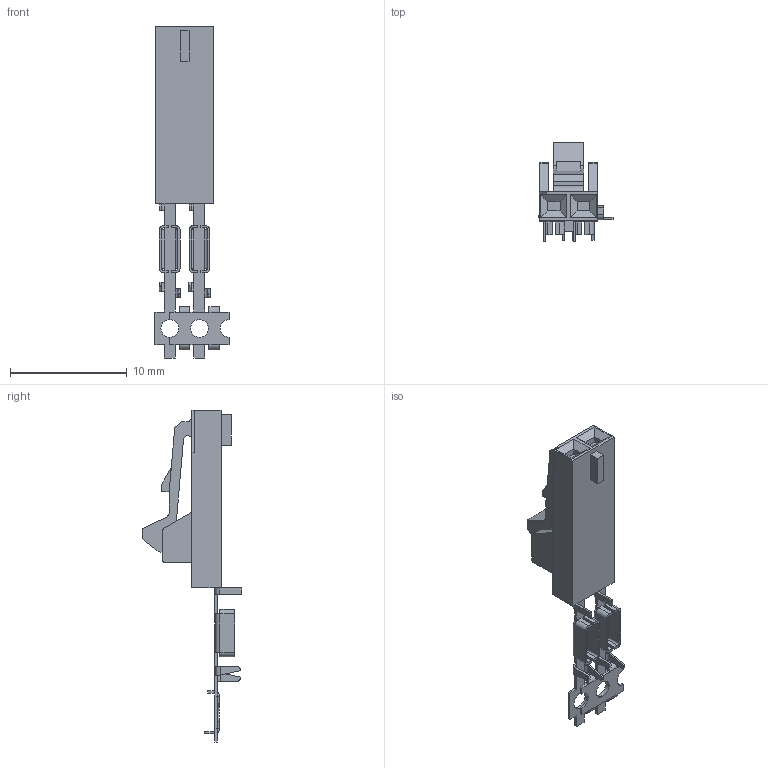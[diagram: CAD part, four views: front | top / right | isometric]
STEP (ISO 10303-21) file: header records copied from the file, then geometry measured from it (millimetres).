
FILE_DESCRIPTION(('FreeCAD Model'),'2;1');
FILE_NAME('Open CASCADE Shape Model','2022-07-05T17:06:43',('Author'),( ''),'Open CASCADE STEP processor 7.4','FreeCAD','Unknown');
FILE_SCHEMA(('AUTOMOTIVE_DESIGN { 1 0 10303 214 1 1 1 1 }'));
Length unit declared in the file: millimetre
Products named in the file (1): SOLID
Bounding box: 6.35 x 8.49 x 28.45 mm (x, y, z)
Volume: 250.3 mm3; surface area: 601.9 mm2
Topology: 1 solids, 1 shells, 276 faces, 717 edges, 446 vertices
Faces by surface type: plane 215, cylinder 61
Entity records: 8857 total; most frequent: CARTESIAN_POINT 1464, ORIENTED_EDGE 1434, DIRECTION 1391, EDGE_CURVE 717, LINE 581, VECTOR 581, VERTEX_POINT 446, AXIS2_PLACEMENT_3D 405
